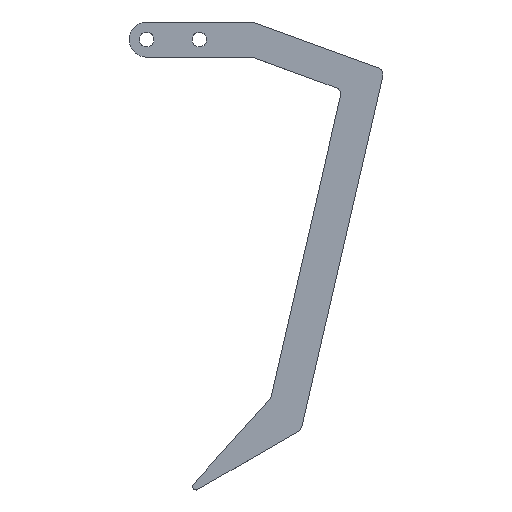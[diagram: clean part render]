
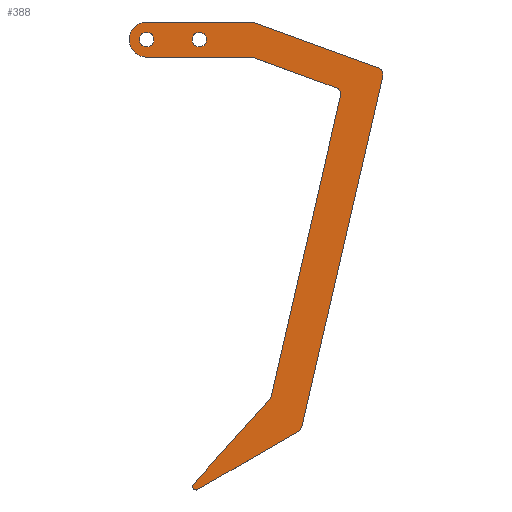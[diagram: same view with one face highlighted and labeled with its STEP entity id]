
A CAD part, top view. The second image highlights one B-rep face of the part: STEP entity #388.
In plain terms, the highlighted planar face has unit normal (0, 0, 1).
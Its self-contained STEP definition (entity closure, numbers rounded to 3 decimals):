
#17=FACE_BOUND('',#71,.T.);
#18=FACE_BOUND('',#72,.T.);
#28=PLANE('',#442);
#48=FACE_OUTER_BOUND('',#70,.T.);
#70=EDGE_LOOP('',(#341,#342,#343,#344,#345,#346,#347,#348,#349,#350,#351,
#352,#353,#354,#355,#356));
#71=EDGE_LOOP('',(#357));
#72=EDGE_LOOP('',(#358));
#77=LINE('',#574,#111);
#82=LINE('',#589,#116);
#84=LINE('',#597,#118);
#90=LINE('',#613,#124);
#97=LINE('',#641,#131);
#103=LINE('',#660,#137);
#104=LINE('',#662,#138);
#105=LINE('',#665,#139);
#111=VECTOR('',#457,10.);
#116=VECTOR('',#470,10.);
#118=VECTOR('',#480,10.);
#124=VECTOR('',#494,10.);
#131=VECTOR('',#521,10.);
#137=VECTOR('',#545,10.);
#138=VECTOR('',#548,10.);
#139=VECTOR('',#551,10.);
#142=CIRCLE('',#405,2.);
#144=CIRCLE('',#409,2.);
#146=CIRCLE('',#413,2.);
#147=CIRCLE('',#416,2.);
#155=CIRCLE('',#427,2.);
#156=CIRCLE('',#430,2.);
#157=CIRCLE('',#432,1.);
#158=CIRCLE('',#434,2.075);
#159=CIRCLE('',#436,2.075);
#160=CIRCLE('',#441,5.);
#163=VERTEX_POINT('',#564);
#164=VERTEX_POINT('',#566);
#166=VERTEX_POINT('',#572);
#169=VERTEX_POINT('',#579);
#170=VERTEX_POINT('',#581);
#172=VERTEX_POINT('',#587);
#174=VERTEX_POINT('',#593);
#175=VERTEX_POINT('',#600);
#176=VERTEX_POINT('',#601);
#180=VERTEX_POINT('',#611);
#189=VERTEX_POINT('',#634);
#190=VERTEX_POINT('',#635);
#191=VERTEX_POINT('',#640);
#192=VERTEX_POINT('',#644);
#193=VERTEX_POINT('',#648);
#194=VERTEX_POINT('',#652);
#195=VERTEX_POINT('',#656);
#196=VERTEX_POINT('',#664);
#199=EDGE_CURVE('',#163,#164,#142,.T.);
#203=EDGE_CURVE('',#163,#166,#77,.T.);
#206=EDGE_CURVE('',#169,#170,#144,.T.);
#210=EDGE_CURVE('',#169,#172,#82,.T.);
#213=EDGE_CURVE('',#174,#172,#146,.T.);
#214=EDGE_CURVE('',#174,#164,#84,.T.);
#216=EDGE_CURVE('',#175,#176,#147,.T.);
#222=EDGE_CURVE('',#175,#180,#90,.T.);
#233=EDGE_CURVE('',#189,#190,#155,.T.);
#236=EDGE_CURVE('',#191,#190,#97,.T.);
#238=EDGE_CURVE('',#191,#192,#156,.T.);
#240=EDGE_CURVE('',#193,#166,#157,.T.);
#242=EDGE_CURVE('',#194,#194,#158,.T.);
#244=EDGE_CURVE('',#195,#195,#159,.T.);
#246=EDGE_CURVE('',#189,#176,#103,.T.);
#247=EDGE_CURVE('',#193,#192,#104,.T.);
#248=EDGE_CURVE('',#196,#170,#105,.T.);
#250=EDGE_CURVE('',#180,#196,#160,.T.);
#341=ORIENTED_EDGE('',*,*,#216,.F.);
#342=ORIENTED_EDGE('',*,*,#222,.T.);
#343=ORIENTED_EDGE('',*,*,#250,.T.);
#344=ORIENTED_EDGE('',*,*,#248,.T.);
#345=ORIENTED_EDGE('',*,*,#206,.F.);
#346=ORIENTED_EDGE('',*,*,#210,.T.);
#347=ORIENTED_EDGE('',*,*,#213,.F.);
#348=ORIENTED_EDGE('',*,*,#214,.T.);
#349=ORIENTED_EDGE('',*,*,#199,.F.);
#350=ORIENTED_EDGE('',*,*,#203,.T.);
#351=ORIENTED_EDGE('',*,*,#240,.F.);
#352=ORIENTED_EDGE('',*,*,#247,.T.);
#353=ORIENTED_EDGE('',*,*,#238,.F.);
#354=ORIENTED_EDGE('',*,*,#236,.T.);
#355=ORIENTED_EDGE('',*,*,#233,.F.);
#356=ORIENTED_EDGE('',*,*,#246,.T.);
#357=ORIENTED_EDGE('',*,*,#244,.T.);
#358=ORIENTED_EDGE('',*,*,#242,.T.);
#388=ADVANCED_FACE('',(#48,#17,#18),#28,.T.);
#405=AXIS2_PLACEMENT_3D('',#567,#450,#451);
#409=AXIS2_PLACEMENT_3D('',#582,#463,#464);
#413=AXIS2_PLACEMENT_3D('',#595,#476,#477);
#416=AXIS2_PLACEMENT_3D('',#602,#484,#485);
#427=AXIS2_PLACEMENT_3D('',#636,#515,#516);
#430=AXIS2_PLACEMENT_3D('',#645,#525,#526);
#432=AXIS2_PLACEMENT_3D('',#649,#530,#531);
#434=AXIS2_PLACEMENT_3D('',#653,#535,#536);
#436=AXIS2_PLACEMENT_3D('',#657,#540,#541);
#441=AXIS2_PLACEMENT_3D('',#668,#555,#556);
#442=AXIS2_PLACEMENT_3D('',#669,#557,#558);
#450=DIRECTION('center_axis',(0.,0.,1.));
#451=DIRECTION('ref_axis',(0.887,-0.462,0.));
#457=DIRECTION('',(-0.669,-0.743,0.));
#463=DIRECTION('center_axis',(0.,0.,1.));
#464=DIRECTION('ref_axis',(0.174,0.985,0.));
#470=DIRECTION('',(0.94,-0.342,0.));
#476=DIRECTION('center_axis',(0.,0.,1.));
#477=DIRECTION('ref_axis',(0.879,0.477,0.));
#480=DIRECTION('',(-0.225,-0.974,0.));
#484=DIRECTION('center_axis',(0.,0.,-1.));
#485=DIRECTION('ref_axis',(0.174,0.985,0.));
#494=DIRECTION('',(-1.,0.,0.));
#515=DIRECTION('center_axis',(0.,0.,-1.));
#516=DIRECTION('ref_axis',(0.879,0.477,0.));
#521=DIRECTION('',(0.225,0.974,0.));
#525=DIRECTION('center_axis',(0.,0.,-1.));
#526=DIRECTION('ref_axis',(0.804,-0.595,0.));
#530=DIRECTION('center_axis',(0.,0.,-1.));
#531=DIRECTION('ref_axis',(-0.777,-0.629,0.));
#535=DIRECTION('center_axis',(0.,0.,-1.));
#536=DIRECTION('ref_axis',(1.,0.,0.));
#540=DIRECTION('center_axis',(0.,0.,-1.));
#541=DIRECTION('ref_axis',(1.,0.,0.));
#545=DIRECTION('',(-0.94,0.342,0.));
#548=DIRECTION('',(0.866,0.5,0.));
#551=DIRECTION('',(1.,0.,0.));
#555=DIRECTION('center_axis',(0.,0.,1.));
#556=DIRECTION('ref_axis',(1.,0.,0.));
#557=DIRECTION('center_axis',(0.,0.,1.));
#558=DIRECTION('ref_axis',(1.,0.,0.));
#564=CARTESIAN_POINT('',(34.968,-102.381,3.2));
#566=CARTESIAN_POINT('',(35.43,-101.492,3.2));
#567=CARTESIAN_POINT('Origin',(33.482,-101.042,3.2));
#572=CARTESIAN_POINT('',(13.305,-126.44,3.2));
#574=CARTESIAN_POINT('',(35.314,-101.996,3.2));
#579=CARTESIAN_POINT('',(30.331,-5.121,3.2));
#581=CARTESIAN_POINT('',(29.647,-5.,3.2));
#582=CARTESIAN_POINT('Origin',(29.647,-7.,3.2));
#587=CARTESIAN_POINT('',(53.897,-13.698,3.2));
#589=CARTESIAN_POINT('',(30.,-5.,3.2));
#593=CARTESIAN_POINT('',(55.162,-16.027,3.2));
#595=CARTESIAN_POINT('Origin',(53.213,-15.577,3.2));
#597=CARTESIAN_POINT('',(55.56,-14.303,3.2));
#600=CARTESIAN_POINT('',(29.647,5.,3.2));
#601=CARTESIAN_POINT('',(30.331,4.879,3.2));
#602=CARTESIAN_POINT('Origin',(29.647,3.,3.2));
#611=CARTESIAN_POINT('',(0.,5.,3.2));
#613=CARTESIAN_POINT('',(0.,5.,3.2));
#634=CARTESIAN_POINT('',(65.925,-8.076,3.2));
#635=CARTESIAN_POINT('',(67.19,-10.405,3.2));
#636=CARTESIAN_POINT('Origin',(65.241,-9.955,3.2));
#640=CARTESIAN_POINT('',(44.163,-110.142,3.2));
#641=CARTESIAN_POINT('',(43.968,-110.99,3.2));
#644=CARTESIAN_POINT('',(43.215,-111.424,3.2));
#645=CARTESIAN_POINT('Origin',(42.215,-109.692,3.2));
#648=CARTESIAN_POINT('',(14.548,-127.975,3.2));
#649=CARTESIAN_POINT('Origin',(14.048,-127.109,3.2));
#652=CARTESIAN_POINT('',(-2.075,0.,3.2));
#653=CARTESIAN_POINT('Origin',(0.,0.,3.2));
#656=CARTESIAN_POINT('',(12.925,0.,3.2));
#657=CARTESIAN_POINT('Origin',(15.,0.,3.2));
#660=CARTESIAN_POINT('',(67.588,-8.681,3.2));
#662=CARTESIAN_POINT('',(9.08,-131.132,3.2));
#664=CARTESIAN_POINT('',(0.,-5.,3.2));
#665=CARTESIAN_POINT('',(0.,-5.,3.2));
#668=CARTESIAN_POINT('Origin',(0.,0.,3.2));
#669=CARTESIAN_POINT('Origin',(31.294,-63.066,3.2));
